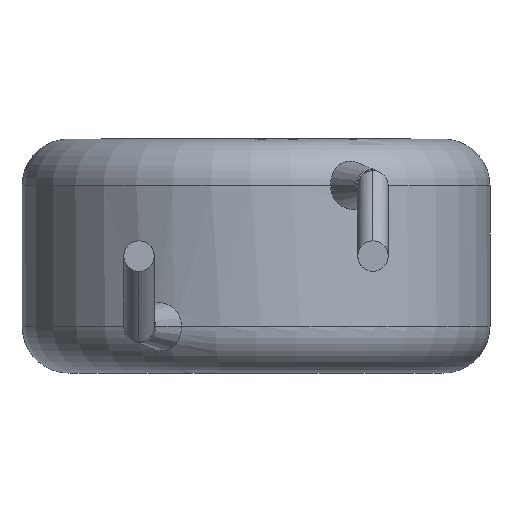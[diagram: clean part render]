
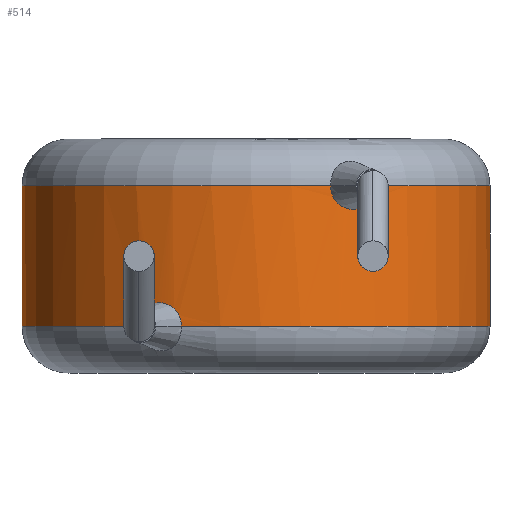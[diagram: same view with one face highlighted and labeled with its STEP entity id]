
A CAD part, front view. The second image highlights one B-rep face of the part: STEP entity #514.
In plain terms, the highlighted cylindrical face has radius 5 mm (diameter 10 mm), a partial arc.
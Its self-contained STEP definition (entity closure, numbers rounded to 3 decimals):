
#67 = EDGE_CURVE ( 'NONE', #1393, #1631, #1345, .T. ) ;
#69 = ORIENTED_EDGE ( 'NONE', *, *, #1427, .F. ) ;
#94 = AXIS2_PLACEMENT_3D ( 'NONE', #1421, #3721, #2376 ) ;
#117 = DIRECTION ( 'NONE',  ( 0., 0., -1. ) ) ;
#179 = VERTEX_POINT ( 'NONE', #2300 ) ;
#223 = ORIENTED_EDGE ( 'NONE', *, *, #67, .F. ) ;
#272 = VERTEX_POINT ( 'NONE', #4229 ) ;
#274 = CARTESIAN_POINT ( 'NONE',  ( -1.592, -4.74, 1. ) ) ;
#277 = CARTESIAN_POINT ( 'NONE',  ( -1.944, -4.608, 1.503 ) ) ;
#298 = DIRECTION ( 'NONE',  ( 0., 0., -1. ) ) ;
#514 = ADVANCED_FACE ( 'NONE', ( #1318 ), #1643, .T. ) ;
#540 = CARTESIAN_POINT ( 'NONE',  ( 2.469, -4.349, 3.737 ) ) ;
#573 = CARTESIAN_POINT ( 'NONE',  ( -1.592, -4.74, 1. ) ) ;
#590 = CARTESIAN_POINT ( 'NONE',  ( -1.592, -4.74, 1.134 ) ) ;
#603 = CARTESIAN_POINT ( 'NONE',  ( 0., 0., 1. ) ) ;
#605 = CARTESIAN_POINT ( 'NONE',  ( -2.469, -4.349, 1.263 ) ) ;
#631 = CIRCLE ( 'NONE', #4107, 5. ) ;
#715 = CARTESIAN_POINT ( 'NONE',  ( -2.516, -4.321, 1. ) ) ;
#821 = ORIENTED_EDGE ( 'NONE', *, *, #2107, .T. ) ;
#925 = DIRECTION ( 'NONE',  ( 1., 0., 0. ) ) ;
#961 = EDGE_CURVE ( 'NONE', #1393, #1684, #631, .T. ) ;
#1019 = DIRECTION ( 'NONE',  ( 1., 0., 0. ) ) ;
#1142 = DIRECTION ( 'NONE',  ( -1., 0., 0. ) ) ;
#1174 = CIRCLE ( 'NONE', #2236, 5. ) ;
#1180 = CARTESIAN_POINT ( 'NONE',  ( 1.645, -4.722, 3.736 ) ) ;
#1210 = CARTESIAN_POINT ( 'NONE',  ( 1.592, -4.74, 4. ) ) ;
#1216 = AXIS2_PLACEMENT_3D ( 'NONE', #1417, #2361, #1142 ) ;
#1260 = CARTESIAN_POINT ( 'NONE',  ( -2.516, -4.321, 1. ) ) ;
#1285 = LINE ( 'NONE', #1592, #3672 ) ;
#1318 = FACE_OUTER_BOUND ( 'NONE', #1727, .T. ) ;
#1338 = EDGE_CURVE ( 'NONE', #179, #1896, #3636, .T. ) ;
#1345 = B_SPLINE_CURVE_WITH_KNOTS ( 'NONE', 3,
 ( #573, #590, #1875, #1829, #277, #2533, #4151, #605, #2859, #1260 ),
 .UNSPECIFIED., .F., .F.,
 ( 4, 2, 2, 2, 4 ),
 ( 0., 0., 0.001, 0.001, 0.002 ),
 .UNSPECIFIED. ) ;
#1393 = VERTEX_POINT ( 'NONE', #274 ) ;
#1402 = EDGE_CURVE ( 'NONE', #3757, #1631, #3433, .T. ) ;
#1417 = CARTESIAN_POINT ( 'NONE',  ( 0., 0., 5. ) ) ;
#1421 = CARTESIAN_POINT ( 'NONE',  ( 0., 0., 4. ) ) ;
#1427 = EDGE_CURVE ( 'NONE', #2569, #1684, #1285, .T. ) ;
#1488 = EDGE_CURVE ( 'NONE', #2569, #1896, #1174, .T. ) ;
#1511 = CARTESIAN_POINT ( 'NONE',  ( 2.185, -4.499, 3.497 ) ) ;
#1578 = DIRECTION ( 'NONE',  ( 0., 0., 1. ) ) ;
#1592 = CARTESIAN_POINT ( 'NONE',  ( 5., 0., 5. ) ) ;
#1622 = LINE ( 'NONE', #1720, #2590 ) ;
#1631 = VERTEX_POINT ( 'NONE', #715 ) ;
#1643 = CYLINDRICAL_SURFACE ( 'NONE', #1216, 5. ) ;
#1684 = VERTEX_POINT ( 'NONE', #3671 ) ;
#1698 = ORIENTED_EDGE ( 'NONE', *, *, #1402, .T. ) ;
#1720 = CARTESIAN_POINT ( 'NONE',  ( -5., 0., 5. ) ) ;
#1727 = EDGE_LOOP ( 'NONE', ( #69, #4169, #2721, #821, #3146, #1698, #223, #3895 ) ) ;
#1813 = CARTESIAN_POINT ( 'NONE',  ( 2.516, -4.321, 3.866 ) ) ;
#1829 = CARTESIAN_POINT ( 'NONE',  ( -1.822, -4.657, 1.449 ) ) ;
#1875 = CARTESIAN_POINT ( 'NONE',  ( -1.645, -4.722, 1.264 ) ) ;
#1896 = VERTEX_POINT ( 'NONE', #2022 ) ;
#2022 = CARTESIAN_POINT ( 'NONE',  ( 2.516, -4.321, 4. ) ) ;
#2069 = EDGE_CURVE ( 'NONE', #272, #3757, #1622, .T. ) ;
#2107 = EDGE_CURVE ( 'NONE', #179, #272, #3675, .T. ) ;
#2236 = AXIS2_PLACEMENT_3D ( 'NONE', #4160, #298, #925 ) ;
#2300 = CARTESIAN_POINT ( 'NONE',  ( 1.592, -4.74, 4. ) ) ;
#2361 = DIRECTION ( 'NONE',  ( 0., 0., -1. ) ) ;
#2376 = DIRECTION ( 'NONE',  ( 1., 0., 0. ) ) ;
#2442 = CARTESIAN_POINT ( 'NONE',  ( 1.822, -4.657, 3.551 ) ) ;
#2480 = DIRECTION ( 'NONE',  ( 0., 0., -1. ) ) ;
#2533 = CARTESIAN_POINT ( 'NONE',  ( -2.185, -4.499, 1.503 ) ) ;
#2569 = VERTEX_POINT ( 'NONE', #3068 ) ;
#2590 = VECTOR ( 'NONE', #117, 1000. ) ;
#2721 = ORIENTED_EDGE ( 'NONE', *, *, #1338, .F. ) ;
#2859 = CARTESIAN_POINT ( 'NONE',  ( -2.516, -4.321, 1.134 ) ) ;
#2961 = DIRECTION ( 'NONE',  ( 0., 0., 1. ) ) ;
#3068 = CARTESIAN_POINT ( 'NONE',  ( 5., 0., 4. ) ) ;
#3146 = ORIENTED_EDGE ( 'NONE', *, *, #2069, .T. ) ;
#3180 = CARTESIAN_POINT ( 'NONE',  ( 1.592, -4.74, 3.866 ) ) ;
#3308 = CARTESIAN_POINT ( 'NONE',  ( 0., 0., 1. ) ) ;
#3433 = CIRCLE ( 'NONE', #3625, 5. ) ;
#3496 = CARTESIAN_POINT ( 'NONE',  ( 1.944, -4.608, 3.497 ) ) ;
#3625 = AXIS2_PLACEMENT_3D ( 'NONE', #603, #1578, #4209 ) ;
#3636 = B_SPLINE_CURVE_WITH_KNOTS ( 'NONE', 3,
 ( #1210, #3180, #1180, #2442, #3496, #1511, #3781, #540, #1813, #4136 ),
 .UNSPECIFIED., .F., .F.,
 ( 4, 2, 2, 2, 4 ),
 ( 0., 0., 0.001, 0.001, 0.002 ),
 .UNSPECIFIED. ) ;
#3671 = CARTESIAN_POINT ( 'NONE',  ( 5., 0., 1. ) ) ;
#3672 = VECTOR ( 'NONE', #2480, 1000. ) ;
#3675 = CIRCLE ( 'NONE', #94, 5. ) ;
#3721 = DIRECTION ( 'NONE',  ( 0., 0., -1. ) ) ;
#3749 = CARTESIAN_POINT ( 'NONE',  ( -5., 0., 1. ) ) ;
#3757 = VERTEX_POINT ( 'NONE', #3749 ) ;
#3781 = CARTESIAN_POINT ( 'NONE',  ( 2.302, -4.44, 3.55 ) ) ;
#3895 = ORIENTED_EDGE ( 'NONE', *, *, #961, .T. ) ;
#4107 = AXIS2_PLACEMENT_3D ( 'NONE', #3308, #2961, #1019 ) ;
#4136 = CARTESIAN_POINT ( 'NONE',  ( 2.516, -4.321, 4. ) ) ;
#4151 = CARTESIAN_POINT ( 'NONE',  ( -2.302, -4.44, 1.45 ) ) ;
#4160 = CARTESIAN_POINT ( 'NONE',  ( 0., 0., 4. ) ) ;
#4169 = ORIENTED_EDGE ( 'NONE', *, *, #1488, .T. ) ;
#4209 = DIRECTION ( 'NONE',  ( 1., 0., 0. ) ) ;
#4229 = CARTESIAN_POINT ( 'NONE',  ( -5., 0., 4. ) ) ;
